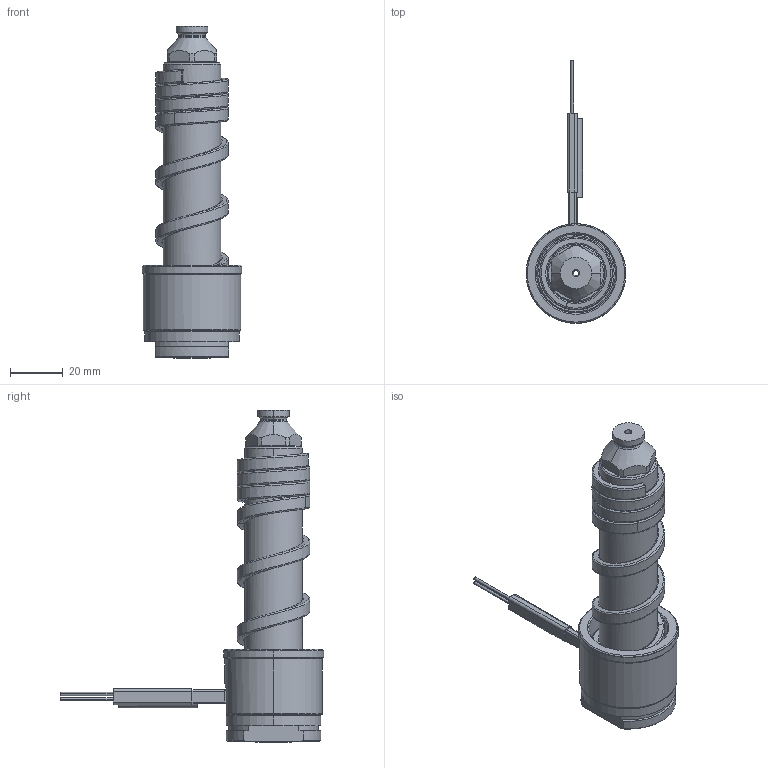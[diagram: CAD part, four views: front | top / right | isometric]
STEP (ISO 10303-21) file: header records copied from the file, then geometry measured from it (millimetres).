
FILE_DESCRIPTION((''),'2;1');
FILE_NAME('LS-126-APO-N','2014-02-13T',('Íàòàëüÿ'),('IMID'),'PRO/ENGINEER BY PARAMETRIC TECHNOLOGY CORPORATION, 2010480','PRO/ENGINEER BY PARAMETRIC TECHNOLOGY CORPORATION, 2010480','');
FILE_SCHEMA(('CONFIG_CONTROL_DESIGN'));
Length unit declared in the file: millimetre
Products named in the file (1): LS-126-APO-N
Bounding box: 38 x 100 x 126.2 mm (x, y, z)
Volume: 64628.7 mm3; surface area: 29282.6 mm2
Topology: 1 solids, 8 shells, 290 faces, 813 edges, 515 vertices
Faces by surface type: cylinder 103, bspline 50, cone 50, plane 47, torus 24, revolution 9, extrusion 5, sphere 2
Entity records: 15404 total; most frequent: CARTESIAN_POINT 8161, ORIENTED_EDGE 1584, DIRECTION 1424, EDGE_CURVE 804, AXIS2_PLACEMENT_3D 577, VERTEX_POINT 515, CIRCLE 350, EDGE_LOOP 311
